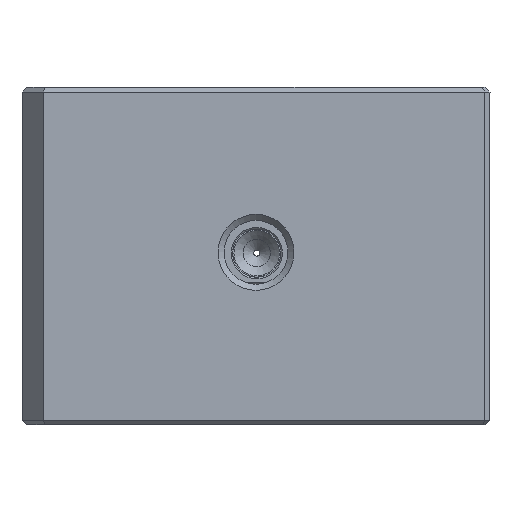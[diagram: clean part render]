
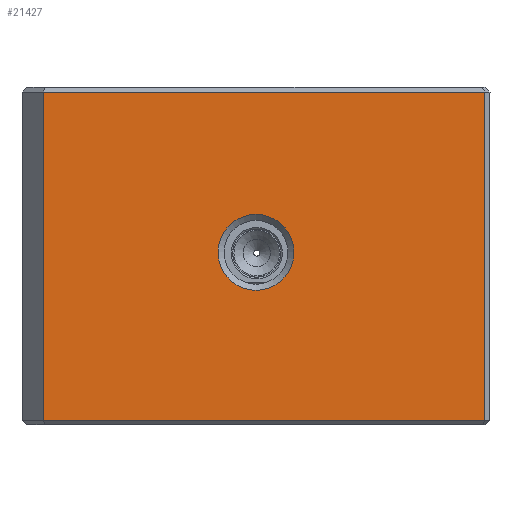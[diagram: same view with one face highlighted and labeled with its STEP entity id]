
A CAD part, front view. The second image highlights one B-rep face of the part: STEP entity #21427.
In plain terms, the highlighted planar face has unit normal (0, -1, 0).
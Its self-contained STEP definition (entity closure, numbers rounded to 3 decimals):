
#298=FACE_BOUND('',#7379,.T.);
#787=PLANE('',#23830);
#2769=LINE('',#49980,#4529);
#2789=LINE('',#50024,#4549);
#2794=LINE('',#50044,#4554);
#2796=LINE('',#50048,#4556);
#4529=VECTOR('',#29995,21.59);
#4549=VECTOR('',#30045,29.044);
#4554=VECTOR('',#30068,21.59);
#4556=VECTOR('',#30074,29.044);
#6051=FACE_OUTER_BOUND('',#7378,.T.);
#7378=EDGE_LOOP('',(#19616,#19617,#19618,#19619));
#7379=EDGE_LOOP('',(#19620));
#8450=CIRCLE('',#23812,2.5);
#10438=VERTEX_POINT('',#49978);
#10439=VERTEX_POINT('',#49979);
#10445=VERTEX_POINT('',#50002);
#10448=VERTEX_POINT('',#50019);
#10452=VERTEX_POINT('',#50034);
#13497=EDGE_CURVE('',#10438,#10439,#2769,.T.);
#13510=EDGE_CURVE('',#10445,#10445,#8450,.T.);
#13520=EDGE_CURVE('',#10439,#10448,#2789,.T.);
#13530=EDGE_CURVE('',#10452,#10448,#2794,.T.);
#13532=EDGE_CURVE('',#10452,#10438,#2796,.T.);
#19616=ORIENTED_EDGE('',*,*,#13520,.T.);
#19617=ORIENTED_EDGE('',*,*,#13530,.F.);
#19618=ORIENTED_EDGE('',*,*,#13532,.T.);
#19619=ORIENTED_EDGE('',*,*,#13497,.T.);
#19620=ORIENTED_EDGE('',*,*,#13510,.T.);
#21427=ADVANCED_FACE('',(#6051,#298),#787,.F.);
#23812=AXIS2_PLACEMENT_3D('',#50004,#30020,#30021);
#23830=AXIS2_PLACEMENT_3D('',#50047,#30072,#30073);
#29995=DIRECTION('',(0.,0.,-1.));
#30020=DIRECTION('center_axis',(0.,1.,0.));
#30021=DIRECTION('ref_axis',(0.,0.,1.));
#30045=DIRECTION('',(1.,0.,0.));
#30068=DIRECTION('',(0.,0.,-1.));
#30072=DIRECTION('center_axis',(0.,1.,0.));
#30073=DIRECTION('ref_axis',(1.,0.,0.));
#30074=DIRECTION('',(-1.,0.,0.));
#49978=CARTESIAN_POINT('',(-14.,-8.453,21.89));
#49979=CARTESIAN_POINT('',(-14.,-8.453,0.3));
#49980=CARTESIAN_POINT('',(-14.,-8.453,21.89));
#50002=CARTESIAN_POINT('',(0.,-8.453,8.84));
#50004=CARTESIAN_POINT('Origin',(0.,-8.453,
11.34));
#50019=CARTESIAN_POINT('',(15.044,-8.453,0.3));
#50024=CARTESIAN_POINT('',(-14.,-8.453,0.3));
#50034=CARTESIAN_POINT('',(15.044,-8.453,21.89));
#50044=CARTESIAN_POINT('',(15.044,-8.453,21.89));
#50047=CARTESIAN_POINT('Origin',(-14.,-8.453,55.718));
#50048=CARTESIAN_POINT('',(15.044,-8.453,21.89));
